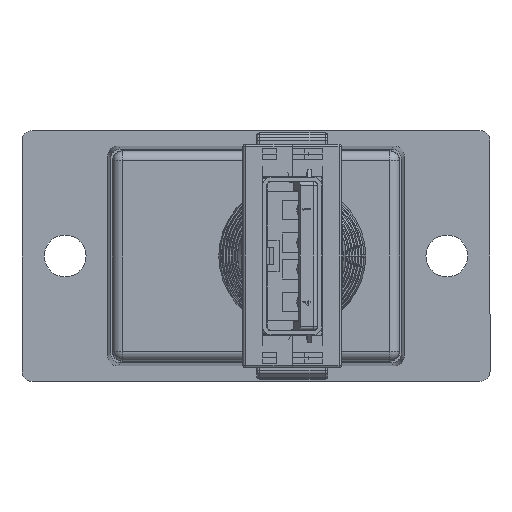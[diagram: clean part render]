
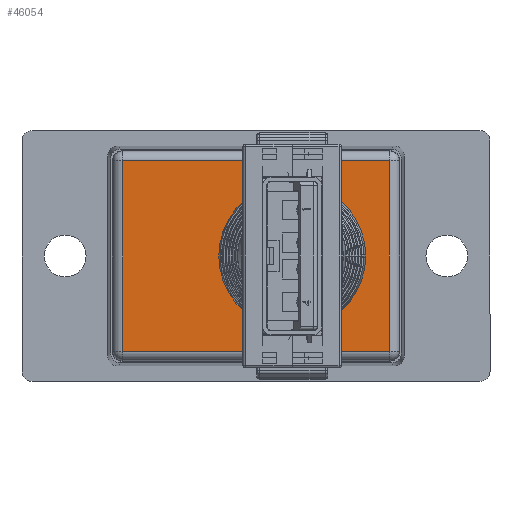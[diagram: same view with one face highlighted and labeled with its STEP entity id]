
A CAD part, left-side view. The second image highlights one B-rep face of the part: STEP entity #46054.
In plain terms, the highlighted face is planar.
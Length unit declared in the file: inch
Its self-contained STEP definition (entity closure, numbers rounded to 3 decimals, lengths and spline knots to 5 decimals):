
#4491 = DIRECTION ( 'NONE',  ( 0., 0., -1. ) ) ;
#4494 = CARTESIAN_POINT ( 'NONE',  ( -0.315, 0.43, -0.07 ) ) ;
#4496 = PLANE ( 'NONE',  #87479 ) ;
#4498 = DIRECTION ( 'NONE',  ( -1., 0., 0. ) ) ;
#18315 = AXIS2_PLACEMENT_3D ( 'NONE', #35495, #35496, #35497 ) ;
#18316 = AXIS2_PLACEMENT_3D ( 'NONE', #35500, #35501, #35502 ) ;
#18317 = AXIS2_PLACEMENT_3D ( 'NONE', #35505, #35506, #35507 ) ;
#18318 = AXIS2_PLACEMENT_3D ( 'NONE', #35512, #35513, #35514 ) ;
#25666 = CARTESIAN_POINT ( 'NONE',  ( 0.09, 0.05622, -0.07 ) ) ;
#25670 = CARTESIAN_POINT ( 'NONE',  ( -0.14122, -0.222, -0.07 ) ) ;
#25672 = CARTESIAN_POINT ( 'NONE',  ( -0.2843, -0.3993, -0.07 ) ) ;
#25681 = CARTESIAN_POINT ( 'NONE',  ( -0.2843, 0.3993, -0.07 ) ) ;
#25686 = CARTESIAN_POINT ( 'NONE',  ( -0.09, 0.05622, -0.07 ) ) ;
#25687 = CARTESIAN_POINT ( 'NONE',  ( -0.09, -0.27322, -0.07 ) ) ;
#25689 = CARTESIAN_POINT ( 'NONE',  ( 0.2843, 0.3993, -0.07 ) ) ;
#25691 = CARTESIAN_POINT ( 'NONE',  ( 0.2843, -0.3993, -0.07 ) ) ;
#25693 = CARTESIAN_POINT ( 'NONE',  ( 0.14122, 0.005, -0.07 ) ) ;
#25696 = CARTESIAN_POINT ( 'NONE',  ( -0.14122, 0.005, -0.07 ) ) ;
#25697 = CARTESIAN_POINT ( 'NONE',  ( 0.09, -0.27322, -0.07 ) ) ;
#25700 = CARTESIAN_POINT ( 'NONE',  ( 0.14122, -0.222, -0.07 ) ) ;
#35476 = CARTESIAN_POINT ( 'NONE',  ( 0.31378, 0.3993, -0.07 ) ) ;
#35486 = CARTESIAN_POINT ( 'NONE',  ( -0.2843, 0.42878, -0.07 ) ) ;
#35487 = DIRECTION ( 'NONE',  ( 1., 0., 0. ) ) ;
#35488 = DIRECTION ( 'NONE',  ( 0., 1., 0. ) ) ;
#35489 = DIRECTION ( 'NONE',  ( 1., 0., 0. ) ) ;
#35490 = CARTESIAN_POINT ( 'NONE',  ( 0.2843, 0.43, -0.07 ) ) ;
#35491 = DIRECTION ( 'NONE',  ( 0., -1., 0. ) ) ;
#35492 = CARTESIAN_POINT ( 'NONE',  ( -0.315, -0.3993, -0.07 ) ) ;
#35493 = DIRECTION ( 'NONE',  ( -1., 0., 0. ) ) ;
#35494 = CARTESIAN_POINT ( 'NONE',  ( -0.315, 0.05622, -0.07 ) ) ;
#35495 = CARTESIAN_POINT ( 'NONE',  ( 0.09, 0.005, -0.07 ) ) ;
#35496 = DIRECTION ( 'NONE',  ( 0., 0., -1. ) ) ;
#35497 = DIRECTION ( 'NONE',  ( -1., 0., 0. ) ) ;
#35498 = DIRECTION ( 'NONE',  ( 0., 1., 0. ) ) ;
#35499 = CARTESIAN_POINT ( 'NONE',  ( -0.14122, 0.43, -0.07 ) ) ;
#35500 = CARTESIAN_POINT ( 'NONE',  ( -0.09, 0.005, -0.07 ) ) ;
#35501 = DIRECTION ( 'NONE',  ( 0., 0., -1. ) ) ;
#35502 = DIRECTION ( 'NONE',  ( -1., 0., 0. ) ) ;
#35503 = DIRECTION ( 'NONE',  ( -1., 0., 0. ) ) ;
#35504 = CARTESIAN_POINT ( 'NONE',  ( -0.315, -0.27322, -0.07 ) ) ;
#35505 = CARTESIAN_POINT ( 'NONE',  ( -0.09, -0.222, -0.07 ) ) ;
#35506 = DIRECTION ( 'NONE',  ( 0., 0., -1. ) ) ;
#35507 = DIRECTION ( 'NONE',  ( -1., 0., 0. ) ) ;
#35508 = DIRECTION ( 'NONE',  ( 0., -1., 0. ) ) ;
#35511 = CARTESIAN_POINT ( 'NONE',  ( 0.14122, 0.43, -0.07 ) ) ;
#35512 = CARTESIAN_POINT ( 'NONE',  ( 0.09, -0.222, -0.07 ) ) ;
#35513 = DIRECTION ( 'NONE',  ( 0., 0., -1. ) ) ;
#35514 = DIRECTION ( 'NONE',  ( -1., 0., 0. ) ) ;
#46054 = ADVANCED_FACE ( 'NONE', ( #94483, #94485 ), #4496, .T. ) ;
#50674 = VERTEX_POINT ( 'NONE', #25666 ) ;
#50676 = VERTEX_POINT ( 'NONE', #25670 ) ;
#50677 = VERTEX_POINT ( 'NONE', #25672 ) ;
#50681 = VERTEX_POINT ( 'NONE', #25681 ) ;
#50683 = VERTEX_POINT ( 'NONE', #25686 ) ;
#50684 = VERTEX_POINT ( 'NONE', #25687 ) ;
#50685 = VERTEX_POINT ( 'NONE', #25689 ) ;
#50686 = VERTEX_POINT ( 'NONE', #25691 ) ;
#50687 = VERTEX_POINT ( 'NONE', #25693 ) ;
#50688 = VERTEX_POINT ( 'NONE', #25696 ) ;
#50689 = VERTEX_POINT ( 'NONE', #25697 ) ;
#50690 = VERTEX_POINT ( 'NONE', #25700 ) ;
#51359 = EDGE_CURVE ( 'NONE', #50677, #50681, #92074, .T. ) ;
#51360 = EDGE_CURVE ( 'NONE', #50681, #50685, #92070, .T. ) ;
#51361 = EDGE_CURVE ( 'NONE', #50685, #50686, #92078, .T. ) ;
#51362 = EDGE_CURVE ( 'NONE', #50686, #50677, #92080, .T. ) ;
#51363 = EDGE_CURVE ( 'NONE', #50674, #50687, #92082, .T. ) ;
#51364 = EDGE_CURVE ( 'NONE', #50683, #50674, #92076, .T. ) ;
#51365 = EDGE_CURVE ( 'NONE', #50688, #50683, #92084, .T. ) ;
#51366 = EDGE_CURVE ( 'NONE', #50676, #50688, #92085, .T. ) ;
#51367 = EDGE_CURVE ( 'NONE', #50684, #50676, #92087, .T. ) ;
#51368 = EDGE_CURVE ( 'NONE', #50689, #50684, #92088, .T. ) ;
#51369 = EDGE_CURVE ( 'NONE', #50690, #50689, #92090, .T. ) ;
#51370 = EDGE_CURVE ( 'NONE', #50687, #50690, #92091, .T. ) ;
#53575 = ORIENTED_EDGE ( 'NONE', *, *, #51359, .T. ) ;
#53576 = ORIENTED_EDGE ( 'NONE', *, *, #51360, .T. ) ;
#53577 = ORIENTED_EDGE ( 'NONE', *, *, #51361, .T. ) ;
#53578 = ORIENTED_EDGE ( 'NONE', *, *, #51362, .T. ) ;
#53579 = ORIENTED_EDGE ( 'NONE', *, *, #51363, .F. ) ;
#53580 = ORIENTED_EDGE ( 'NONE', *, *, #51364, .F. ) ;
#53581 = ORIENTED_EDGE ( 'NONE', *, *, #51365, .F. ) ;
#53582 = ORIENTED_EDGE ( 'NONE', *, *, #51366, .F. ) ;
#53583 = ORIENTED_EDGE ( 'NONE', *, *, #51367, .F. ) ;
#53584 = ORIENTED_EDGE ( 'NONE', *, *, #51368, .F. ) ;
#53585 = ORIENTED_EDGE ( 'NONE', *, *, #51369, .F. ) ;
#53586 = ORIENTED_EDGE ( 'NONE', *, *, #51370, .F. ) ;
#61784 = EDGE_LOOP ( 'NONE', ( #53579, #53580, #53581, #53582, #53583, #53584, #53585, #53586 ) ) ;
#61786 = EDGE_LOOP ( 'NONE', ( #53575, #53576, #53577, #53578 ) ) ;
#87479 = AXIS2_PLACEMENT_3D ( 'NONE', #4494, #4491, #4498 ) ;
#92070 = LINE ( 'NONE', #35476, #92079 ) ;
#92074 = LINE ( 'NONE', #35486, #92077 ) ;
#92076 = LINE ( 'NONE', #35494, #92086 ) ;
#92077 = VECTOR ( 'NONE', #35488, 39.37008 ) ;
#92078 = LINE ( 'NONE', #35490, #92081 ) ;
#92079 = VECTOR ( 'NONE', #35489, 39.37008 ) ;
#92080 = LINE ( 'NONE', #35492, #92083 ) ;
#92081 = VECTOR ( 'NONE', #35491, 39.37008 ) ;
#92082 = CIRCLE ( 'NONE', #18315, 0.05122 ) ;
#92083 = VECTOR ( 'NONE', #35493, 39.37008 ) ;
#92084 = CIRCLE ( 'NONE', #18316, 0.05122 ) ;
#92085 = LINE ( 'NONE', #35499, #92089 ) ;
#92086 = VECTOR ( 'NONE', #35487, 39.37008 ) ;
#92087 = CIRCLE ( 'NONE', #18317, 0.05122 ) ;
#92088 = LINE ( 'NONE', #35504, #92092 ) ;
#92089 = VECTOR ( 'NONE', #35498, 39.37008 ) ;
#92090 = CIRCLE ( 'NONE', #18318, 0.05122 ) ;
#92091 = LINE ( 'NONE', #35511, #92095 ) ;
#92092 = VECTOR ( 'NONE', #35503, 39.37008 ) ;
#92095 = VECTOR ( 'NONE', #35508, 39.37008 ) ;
#94483 = FACE_OUTER_BOUND ( 'NONE', #61786, .T. ) ;
#94485 = FACE_BOUND ( 'NONE', #61784, .T. ) ;
